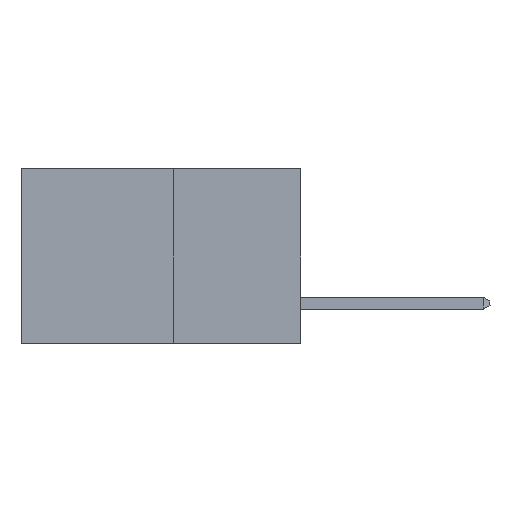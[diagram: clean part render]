
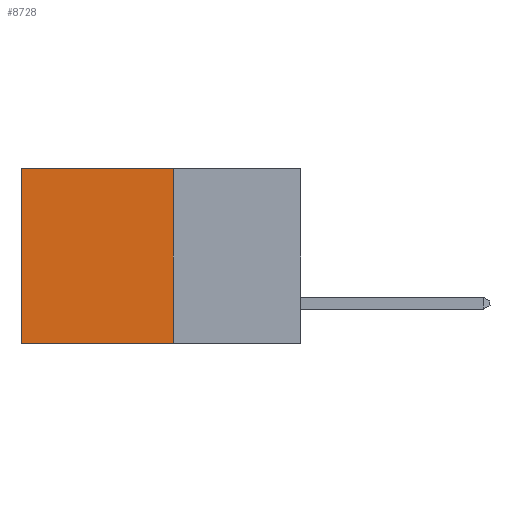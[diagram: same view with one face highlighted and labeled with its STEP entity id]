
A CAD part, left-side view. The second image highlights one B-rep face of the part: STEP entity #8728.
In plain terms, the highlighted planar face has unit normal (-1, 0, 0).
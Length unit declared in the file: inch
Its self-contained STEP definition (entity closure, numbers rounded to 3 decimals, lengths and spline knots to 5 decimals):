
#294 = LINE ( 'NONE', #11467, #11344 ) ;
#2016 = PLANE ( 'NONE',  #11012 ) ;
#2259 = VECTOR ( 'NONE', #11784, 39.37008 ) ;
#3451 = VERTEX_POINT ( 'NONE', #13552 ) ;
#3697 = EDGE_CURVE ( 'NONE', #11722, #10238, #294, .T. ) ;
#4081 = CARTESIAN_POINT ( 'NONE',  ( 0.277, 0.27, 0. ) ) ;
#4190 = DIRECTION ( 'NONE',  ( 0., 0., -1. ) ) ;
#4512 = LINE ( 'NONE', #11562, #4844 ) ;
#4844 = VECTOR ( 'NONE', #5244, 39.37008 ) ;
#4877 = ORIENTED_EDGE ( 'NONE', *, *, #3697, .F. ) ;
#5244 = DIRECTION ( 'NONE',  ( 0., 0., -1. ) ) ;
#5561 = FACE_OUTER_BOUND ( 'NONE', #9603, .T. ) ;
#5924 = EDGE_CURVE ( 'NONE', #9247, #11722, #11059, .T. ) ;
#6175 = LINE ( 'NONE', #12235, #8938 ) ;
#6767 = CARTESIAN_POINT ( 'NONE',  ( 0.277, 0.27, -0.37 ) ) ;
#6800 = CARTESIAN_POINT ( 'NONE',  ( 0.277, 0.59, -0.37 ) ) ;
#8029 = ORIENTED_EDGE ( 'NONE', *, *, #9907, .T. ) ;
#8728 = ADVANCED_FACE ( 'NONE', ( #5561 ), #2016, .F. ) ;
#8938 = VECTOR ( 'NONE', #13240, 39.37008 ) ;
#9247 = VERTEX_POINT ( 'NONE', #4081 ) ;
#9454 = CARTESIAN_POINT ( 'NONE',  ( 0.277, 0.27, -0.37 ) ) ;
#9508 = ORIENTED_EDGE ( 'NONE', *, *, #11868, .T. ) ;
#9603 = EDGE_LOOP ( 'NONE', ( #8029, #4877, #13518, #9508 ) ) ;
#9907 = EDGE_CURVE ( 'NONE', #3451, #10238, #4512, .T. ) ;
#10238 = VERTEX_POINT ( 'NONE', #6800 ) ;
#10526 = DIRECTION ( 'NONE',  ( 1., 0., 0. ) ) ;
#10724 = CARTESIAN_POINT ( 'NONE',  ( 0.277, 0.27, -0.37 ) ) ;
#11012 = AXIS2_PLACEMENT_3D ( 'NONE', #9454, #10526, #4190 ) ;
#11059 = LINE ( 'NONE', #10724, #2259 ) ;
#11344 = VECTOR ( 'NONE', #11422, 39.37008 ) ;
#11422 = DIRECTION ( 'NONE',  ( 0., 1., 0. ) ) ;
#11467 = CARTESIAN_POINT ( 'NONE',  ( 0.277, 0.27, -0.37 ) ) ;
#11562 = CARTESIAN_POINT ( 'NONE',  ( 0.277, 0.59, -0.37 ) ) ;
#11722 = VERTEX_POINT ( 'NONE', #6767 ) ;
#11784 = DIRECTION ( 'NONE',  ( 0., 0., -1. ) ) ;
#11868 = EDGE_CURVE ( 'NONE', #9247, #3451, #6175, .T. ) ;
#12235 = CARTESIAN_POINT ( 'NONE',  ( 0.277, 0.27, 0. ) ) ;
#13240 = DIRECTION ( 'NONE',  ( 0., 1., 0. ) ) ;
#13518 = ORIENTED_EDGE ( 'NONE', *, *, #5924, .F. ) ;
#13552 = CARTESIAN_POINT ( 'NONE',  ( 0.277, 0.59, 0. ) ) ;
